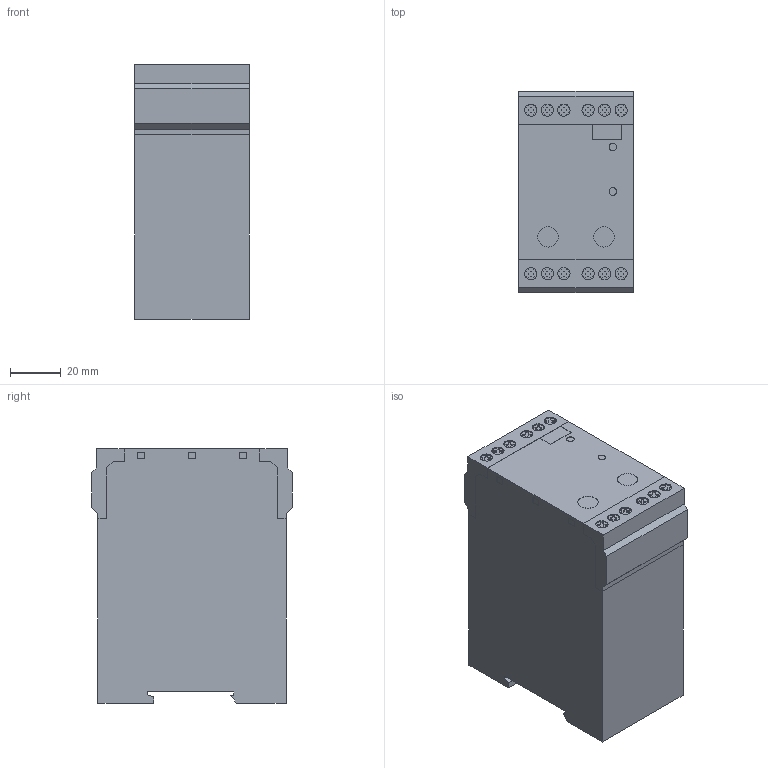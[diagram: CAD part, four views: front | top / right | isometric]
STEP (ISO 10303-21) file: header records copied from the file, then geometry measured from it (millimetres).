
FILE_DESCRIPTION((''),'2;1');
FILE_NAME('3d_31DRPTC24.stp','2012-10-03T09:40:27',(''),(''),'Mechanical Desktop 2011','Mechanical Desktop 2011',', , ');
FILE_SCHEMA(('CONFIG_CONTROL_DESIGN'));
Length unit declared in the file: millimetre
Products named in the file (1): Product
Bounding box: 45 x 79 x 100 mm (x, y, z)
Volume: 330376 mm3; surface area: 37897.7 mm2
Topology: 3 solids, 3 shells, 336 faces, 962 edges, 704 vertices
Faces by surface type: plane 304, cylinder 32
Entity records: 10898 total; most frequent: CARTESIAN_POINT 1961, ORIENTED_EDGE 1840, DIRECTION 1736, EDGE_CURVE 920, VECTOR 862, LINE 862, VERTEX_POINT 624, AXIS2_PLACEMENT_3D 437
